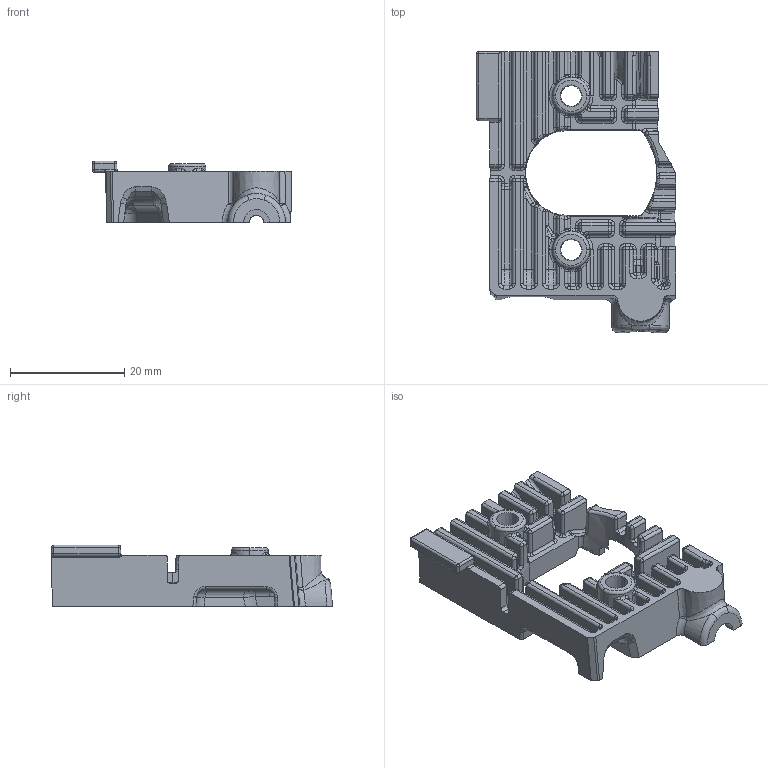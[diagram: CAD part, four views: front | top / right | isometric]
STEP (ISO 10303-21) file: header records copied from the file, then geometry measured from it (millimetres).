
FILE_DESCRIPTION (( 'STEP AP214' ), '1' );
FILE_NAME ('1844_051_rev_04.STEP', '2014-09-17T18:58:36', ( '' ), ( '' ), 'SwSTEP 2.0', 'SolidWorks 2013', '' );
FILE_SCHEMA (( 'AUTOMOTIVE_DESIGN' ));
Length unit declared in the file: millimetre
Products named in the file (1): 1844_051_rev_04
Bounding box: 34.98 x 49.31 x 10.85 mm (x, y, z)
Volume: 6530.8 mm3; surface area: 6004.4 mm2
Topology: 1 solids, 1 shells, 881 faces, 2081 edges, 1181 vertices
Faces by surface type: cylinder 292, bspline 264, plane 165, sphere 94, torus 39, cone 27
Entity records: 29472 total; most frequent: CARTESIAN_POINT 11775, ORIENTED_EDGE 4120, DIRECTION 3299, EDGE_CURVE 2060, AXIS2_PLACEMENT_3D 1302, VERTEX_POINT 1181, EDGE_LOOP 887, ADVANCED_FACE 881
